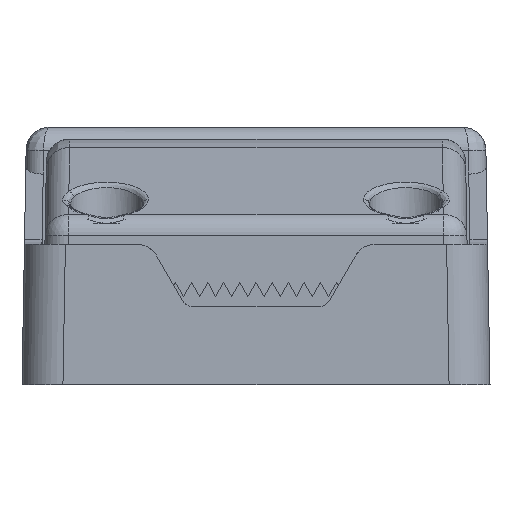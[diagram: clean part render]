
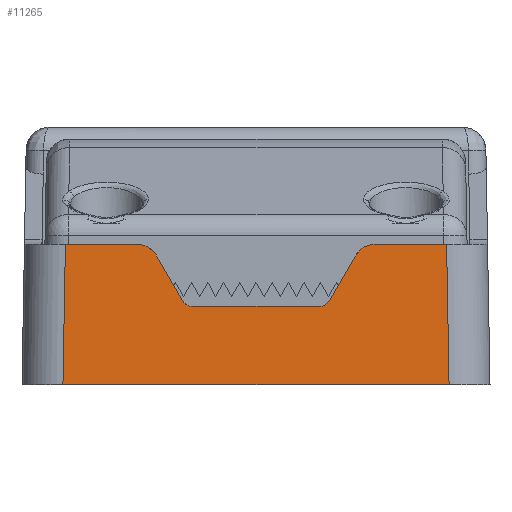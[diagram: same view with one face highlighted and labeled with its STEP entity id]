
A CAD part, left-side view. The second image highlights one B-rep face of the part: STEP entity #11265.
In plain terms, the highlighted planar face has unit normal (-1, 0, 0.018).
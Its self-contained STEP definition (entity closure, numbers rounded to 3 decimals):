
#89=CARTESIAN_POINT('',(-173.6,16.501,0.));
#97=DIRECTION('',(0.,-1.,0.));
#98=VECTOR('',#97,33.001);
#99=CARTESIAN_POINT('',(-173.6,16.501,0.));
#100=LINE('',#99,#98);
#107=CARTESIAN_POINT('',(-173.6,-16.501,0.));
#3022=CARTESIAN_POINT('',(-173.391,16.291,12.));
#3742=DIRECTION('',(-0.017,0.017,-1.));
#3743=VECTOR('',#3742,12.004);
#3744=CARTESIAN_POINT('',(-173.391,16.291,12.));
#3745=LINE('',#3744,#3743);
#3746=DIRECTION('',(0.,-1.,0.));
#3747=VECTOR('',#3746,6.076);
#3748=CARTESIAN_POINT('',(-173.391,16.291,12.));
#3749=LINE('',#3748,#3747);
#3750=CARTESIAN_POINT('',(-173.408,8.483,11.));
#3751=CARTESIAN_POINT('',(-173.402,8.675,11.333));
#3752=CARTESIAN_POINT('',(-173.394,9.177,11.797));
#3753=CARTESIAN_POINT('',(-173.391,9.83,12.));
#3754=CARTESIAN_POINT('',(-173.391,10.215,12.));
#3756=DIRECTION('',(-0.015,-0.5,-0.866));
#3757=VECTOR('',#3756,4.388);
#3758=CARTESIAN_POINT('',(-173.408,8.483,11.));
#3759=LINE('',#3758,#3757);
#3760=DIRECTION('',(0.,-1.,0.));
#3761=VECTOR('',#3760,10.845);
#3762=CARTESIAN_POINT('',(-173.483,5.423,6.7));
#3763=LINE('',#3762,#3761);
#3764=DIRECTION('',(-0.015,0.5,-0.866));
#3765=VECTOR('',#3764,4.388);
#3766=CARTESIAN_POINT('',(-173.408,-8.483,11.));
#3767=LINE('',#3766,#3765);
#3768=CARTESIAN_POINT('',(-173.391,-10.215,12.));
#3769=CARTESIAN_POINT('',(-173.391,-9.83,12.));
#3770=CARTESIAN_POINT('',(-173.394,-9.177,
11.797));
#3771=CARTESIAN_POINT('',(-173.402,-8.675,
11.333));
#3772=CARTESIAN_POINT('',(-173.408,-8.483,11.));
#3774=DIRECTION('',(0.,-1.,0.));
#3775=VECTOR('',#3774,6.076);
#3776=CARTESIAN_POINT('',(-173.391,-10.215,12.));
#3777=LINE('',#3776,#3775);
#3778=DIRECTION('',(-0.017,-0.017,-1.));
#3779=VECTOR('',#3778,12.004);
#3780=CARTESIAN_POINT('',(-173.391,-16.291,12.));
#3781=LINE('',#3780,#3779);
#3790=CARTESIAN_POINT('',(-173.483,5.423,6.7));
#3791=CARTESIAN_POINT('',(-173.483,5.808,6.7));
#3792=CARTESIAN_POINT('',(-173.48,6.096,6.867));
#3793=CARTESIAN_POINT('',(-173.474,6.289,7.2));
#3808=CARTESIAN_POINT('',(-173.474,-6.289,7.2));
#3809=CARTESIAN_POINT('',(-173.48,-6.096,
6.867));
#3810=CARTESIAN_POINT('',(-173.483,-5.808,6.7));
#3811=CARTESIAN_POINT('',(-173.483,-5.423,6.7));
#4917=CARTESIAN_POINT('',(-173.483,5.423,6.7));
#4919=VERTEX_POINT('',#4917);
#4921=CARTESIAN_POINT('',(-173.474,6.289,7.2));
#4923=VERTEX_POINT('',#4921);
#4925=CARTESIAN_POINT('',(-173.474,-6.289,7.2));
#4927=VERTEX_POINT('',#4925);
#4929=CARTESIAN_POINT('',(-173.483,-5.423,6.7));
#4931=VERTEX_POINT('',#4929);
#4933=VERTEX_POINT('',#3768);
#4934=VERTEX_POINT('',#3772);
#4943=CARTESIAN_POINT('',(-173.408,8.483,11.));
#4944=VERTEX_POINT('',#4943);
#4945=VERTEX_POINT('',#3754);
#5303=VERTEX_POINT('',#89);
#5307=VERTEX_POINT('',#3022);
#5309=VERTEX_POINT('',#107);
#5310=CARTESIAN_POINT('',(-173.391,-16.291,12.));
#5311=VERTEX_POINT('',#5310);
#11238=CARTESIAN_POINT('',(-173.6,25.613,0.));
#11239=DIRECTION('',(-1.,0.,0.017));
#11240=DIRECTION('',(0.,-1.,0.));
#11241=AXIS2_PLACEMENT_3D('',#11238,#11239,#11240);
#11242=PLANE('',#11241);
#11244=ORIENTED_EDGE('',*,*,#11243,.F.);
#11245=ORIENTED_EDGE('',*,*,#10376,.T.);
#11247=ORIENTED_EDGE('',*,*,#11246,.F.);
#11249=ORIENTED_EDGE('',*,*,#11248,.T.);
#11251=ORIENTED_EDGE('',*,*,#11250,.F.);
#11253=ORIENTED_EDGE('',*,*,#11252,.T.);
#11255=ORIENTED_EDGE('',*,*,#11254,.F.);
#11257=ORIENTED_EDGE('',*,*,#11256,.F.);
#11258=ORIENTED_EDGE('',*,*,#11229,.F.);
#11259=ORIENTED_EDGE('',*,*,#10394,.T.);
#11261=ORIENTED_EDGE('',*,*,#11260,.T.);
#11262=ORIENTED_EDGE('',*,*,#6141,.F.);
#11263=EDGE_LOOP('',(#11244,#11245,#11247,#11249,#11251,#11253,#11255,#11257,
#11258,#11259,#11261,#11262));
#11264=FACE_OUTER_BOUND('',#11263,.F.);
#11265=ADVANCED_FACE('',(#11264),#11242,.T.);
#3755=B_SPLINE_CURVE_WITH_KNOTS('',3,(#3750,#3751,#3752,#3753,#3754),
.UNSPECIFIED.,.F.,.F.,(4,1,4),(0.,0.5,1.),.UNSPECIFIED.);
#3773=B_SPLINE_CURVE_WITH_KNOTS('',3,(#3768,#3769,#3770,#3771,#3772),
.UNSPECIFIED.,.F.,.F.,(4,1,4),(0.,0.5,1.),.UNSPECIFIED.);
#3794=B_SPLINE_CURVE_WITH_KNOTS('',3,(#3790,#3791,#3792,#3793),.UNSPECIFIED.,
.F.,.F.,(4,4),(0.,1.),.UNSPECIFIED.);
#3812=B_SPLINE_CURVE_WITH_KNOTS('',3,(#3808,#3809,#3810,#3811),.UNSPECIFIED.,
.F.,.F.,(4,4),(0.,1.),.UNSPECIFIED.);
#6141=EDGE_CURVE('',#5303,#5309,#100,.T.);
#10376=EDGE_CURVE('',#5307,#4945,#3749,.T.);
#10394=EDGE_CURVE('',#4933,#5311,#3777,.T.);
#11229=EDGE_CURVE('',#4933,#4934,#3773,.T.);
#11243=EDGE_CURVE('',#5307,#5303,#3745,.T.);
#11246=EDGE_CURVE('',#4944,#4945,#3755,.T.);
#11248=EDGE_CURVE('',#4944,#4923,#3759,.T.);
#11250=EDGE_CURVE('',#4919,#4923,#3794,.T.);
#11252=EDGE_CURVE('',#4919,#4931,#3763,.T.);
#11254=EDGE_CURVE('',#4927,#4931,#3812,.T.);
#11256=EDGE_CURVE('',#4934,#4927,#3767,.T.);
#11260=EDGE_CURVE('',#5311,#5309,#3781,.T.);
